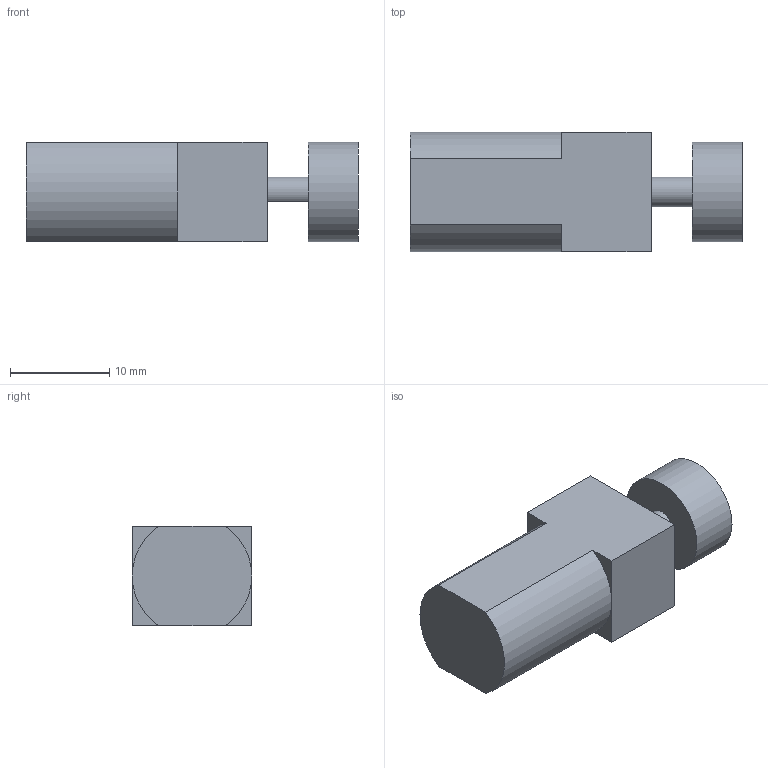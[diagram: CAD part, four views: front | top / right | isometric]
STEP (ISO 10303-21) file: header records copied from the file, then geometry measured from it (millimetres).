
FILE_DESCRIPTION(/* description */ (''),/* implementation_level */ '2;1');
FILE_NAME(/* name */ 'Motor.step',/* time_stamp */ '2022-12-02T21:46:55+01:00',/* author */ (''),/* organization */ (''),/* preprocessor_version */ 'ST-DEVELOPER v19.2',/* originating_system */ 'Autodesk Translation Framework v11.17.0.187',/* authorisation */ '');
FILE_SCHEMA (('AUTOMOTIVE_DESIGN { 1 0 10303 214 3 1 1 }'));
Length unit declared in the file: millimetre
Products named in the file (3): Motor; Motor_1; Magnet
Assembly tree (2 placements, depth 2):
  Motor
    Motor_1
    Magnet
Bounding box: 33.46 x 12.04 x 10.03 mm (x, y, z)
Volume: 3108.5 mm3; surface area: 1545 mm2
Topology: 1 solids, 1 shells, 17 faces, 37 edges, 24 vertices
Faces by surface type: plane 13, cylinder 4
Full cylindrical faces by diameter (mm): 10 x1
Entity records: 549 total; most frequent: DIRECTION 91, CARTESIAN_POINT 83, ORIENTED_EDGE 74, EDGE_CURVE 37, AXIS2_PLACEMENT_3D 32, LINE 27, VECTOR 27, VERTEX_POINT 24
